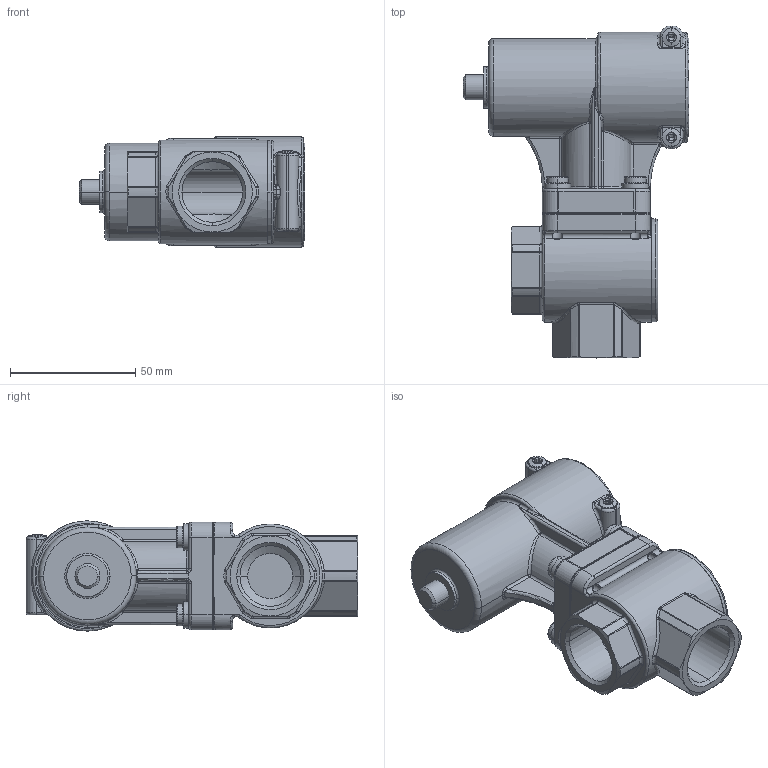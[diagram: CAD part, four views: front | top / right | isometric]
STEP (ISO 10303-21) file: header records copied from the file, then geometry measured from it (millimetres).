
FILE_DESCRIPTION((''),'2;1');
FILE_NAME('PKV-134-A12-3-4X_ASM','2013-06-17T',('avs330'),(''),'PRO/ENGINEER BY PARAMETRIC TECHNOLOGY CORPORATION, 2010430','PRO/ENGINEER BY PARAMETRIC TECHNOLOGY CORPORATION, 2010430','');
FILE_SCHEMA(('CONFIG_CONTROL_DESIGN'));
Length unit declared in the file: millimetre
Products named in the file (7): ANTRIEBS-GEH_SIGMA-BIBLIOTHEK; 501311_SICH_SCHR_INB_RIPP_M5X16; 501312_GEWINDEFURCH-SCHR_40X25; 626010B_XKV-130-010-3-40-04_ASM; 501325B_VENTILGEH_SIGMA3-4_3-2W; 501327B_VERSCHLUSSCHR_SIGMA-M36; PKV-134-A12-3-4X_ASM
Assembly tree (10 placements, depth 3):
  PKV-134-A12-3-4X_ASM
    626010B_XKV-130-010-3-40-04_ASM
      ANTRIEBS-GEH_SIGMA-BIBLIOTHEK
      501311_SICH_SCHR_INB_RIPP_M5X16  x4
      501312_GEWINDEFURCH-SCHR_40X25  x2
    501325B_VENTILGEH_SIGMA3-4_3-2W
    501327B_VERSCHLUSSCHR_SIGMA-M36
Bounding box: 90.2 x 132.5 x 44 mm (x, y, z)
Volume: 213266 mm3; surface area: 47169.7 mm2
Topology: 9 solids, 9 shells, 1881 faces, 4605 edges, 2734 vertices
Faces by surface type: plane 1021, cylinder 536, cone 131, torus 96, bspline 75, sphere 22
Entity records: 28442 total; most frequent: CARTESIAN_POINT 9282, ORIENTED_EDGE 4102, DIRECTION 3867, EDGE_CURVE 2051, AXIS2_PLACEMENT_3D 1571, VERTEX_POINT 1212, EDGE_LOOP 889, FACE_OUTER_BOUND 859
